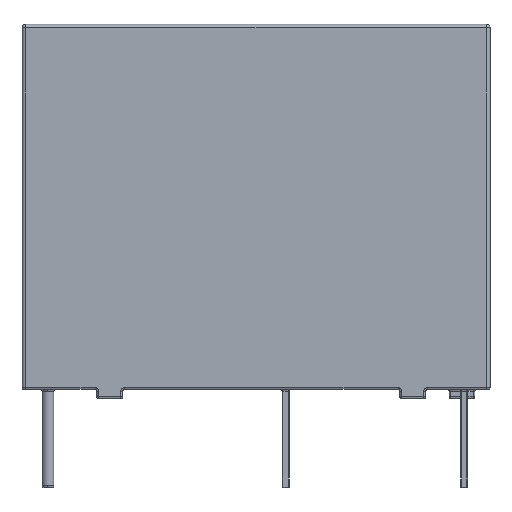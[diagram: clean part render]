
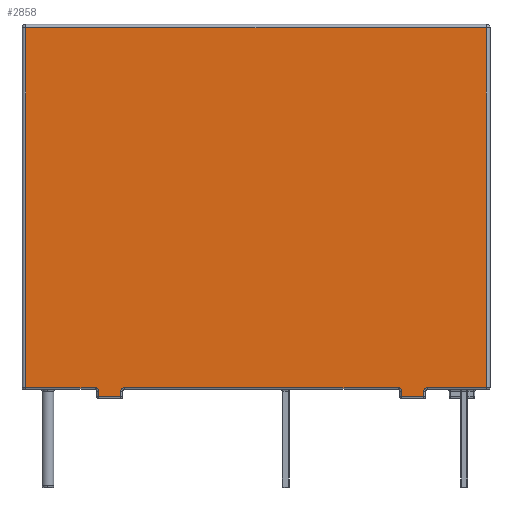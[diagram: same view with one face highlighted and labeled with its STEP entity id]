
A CAD part, front view. The second image highlights one B-rep face of the part: STEP entity #2858.
In plain terms, the highlighted planar face has unit normal (0, -1, 0).
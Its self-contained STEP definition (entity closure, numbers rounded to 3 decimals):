
#107 = DIRECTION ( 'NONE',  ( 0., 0., 1. ) ) ;
#152 = LINE ( 'NONE', #9149, #10341 ) ;
#365 = ORIENTED_EDGE ( 'NONE', *, *, #2755, .T. ) ;
#386 = CARTESIAN_POINT ( 'NONE',  ( -5.775, -5., 0.4 ) ) ;
#404 = CARTESIAN_POINT ( 'NONE',  ( 7.325, -5., 0.475 ) ) ;
#416 = CARTESIAN_POINT ( 'NONE',  ( 9.85, -5., 15.85 ) ) ;
#424 = AXIS2_PLACEMENT_3D ( 'NONE', #1160, #11021, #107 ) ;
#546 = EDGE_CURVE ( 'NONE', #6132, #9653, #5287, .T. ) ;
#602 = LINE ( 'NONE', #3180, #2449 ) ;
#636 = EDGE_CURVE ( 'NONE', #1993, #4826, #11372, .T. ) ;
#697 = DIRECTION ( 'NONE',  ( 0., 0., -1. ) ) ;
#730 = DIRECTION ( 'NONE',  ( 0., 0., 1. ) ) ;
#959 = VECTOR ( 'NONE', #8737, 1000. ) ;
#970 = VECTOR ( 'NONE', #6191, 1000. ) ;
#1071 = EDGE_CURVE ( 'NONE', #4368, #2524, #5296, .T. ) ;
#1160 = CARTESIAN_POINT ( 'NONE',  ( 6.075, -5., 0.325 ) ) ;
#1376 = CARTESIAN_POINT ( 'NONE',  ( -5.775, -5., 0.075 ) ) ;
#1587 = VERTEX_POINT ( 'NONE', #4778 ) ;
#1701 = CARTESIAN_POINT ( 'NONE',  ( 7.25, -5., 0.075 ) ) ;
#1892 = CARTESIAN_POINT ( 'NONE',  ( -9.85, -5., 15.85 ) ) ;
#1899 = ORIENTED_EDGE ( 'NONE', *, *, #5280, .F. ) ;
#1915 = CARTESIAN_POINT ( 'NONE',  ( -5.625, -5., 0.325 ) ) ;
#1993 = VERTEX_POINT ( 'NONE', #416 ) ;
#2327 = CARTESIAN_POINT ( 'NONE',  ( 6.225, -5., 0.325 ) ) ;
#2336 = CARTESIAN_POINT ( 'NONE',  ( -10., -5., 15.85 ) ) ;
#2345 = EDGE_CURVE ( 'NONE', #1587, #2558, #7217, .T. ) ;
#2449 = VECTOR ( 'NONE', #6836, 1000. ) ;
#2524 = VERTEX_POINT ( 'NONE', #5351 ) ;
#2558 = VERTEX_POINT ( 'NONE', #9619 ) ;
#2691 = VECTOR ( 'NONE', #697, 1000. ) ;
#2744 = ORIENTED_EDGE ( 'NONE', *, *, #8430, .T. ) ;
#2755 = EDGE_CURVE ( 'NONE', #11362, #9103, #2816, .T. ) ;
#2816 = LINE ( 'NONE', #8154, #6463 ) ;
#2818 = EDGE_CURVE ( 'NONE', #7538, #2524, #5676, .T. ) ;
#2852 = VECTOR ( 'NONE', #7978, 1000. ) ;
#2858 = ADVANCED_FACE ( 'NONE', ( #5906 ), #7552, .F. ) ;
#3007 = VECTOR ( 'NONE', #3078, 1000. ) ;
#3078 = DIRECTION ( 'NONE',  ( 0., 0., -1. ) ) ;
#3098 = DIRECTION ( 'NONE',  ( -1., 0., 0. ) ) ;
#3152 = ORIENTED_EDGE ( 'NONE', *, *, #8371, .T. ) ;
#3180 = CARTESIAN_POINT ( 'NONE',  ( 9.85, -5., 16. ) ) ;
#3376 = VECTOR ( 'NONE', #4624, 1000. ) ;
#3646 = AXIS2_PLACEMENT_3D ( 'NONE', #6675, #6615, #10243 ) ;
#3706 = ORIENTED_EDGE ( 'NONE', *, *, #4048, .T. ) ;
#3822 = EDGE_CURVE ( 'NONE', #6132, #1587, #7233, .T. ) ;
#3867 = CARTESIAN_POINT ( 'NONE',  ( 7.175, -5., 0.4 ) ) ;
#4048 = EDGE_CURVE ( 'NONE', #6347, #1993, #602, .T. ) ;
#4103 = ORIENTED_EDGE ( 'NONE', *, *, #1071, .F. ) ;
#4368 = VERTEX_POINT ( 'NONE', #7836 ) ;
#4518 = VECTOR ( 'NONE', #3098, 1000. ) ;
#4572 = LINE ( 'NONE', #3867, #3376 ) ;
#4624 = DIRECTION ( 'NONE',  ( 0., 0., 1. ) ) ;
#4778 = CARTESIAN_POINT ( 'NONE',  ( 6.225, -5., 0.075 ) ) ;
#4791 = CARTESIAN_POINT ( 'NONE',  ( 7.175, -5., 0.325 ) ) ;
#4826 = VERTEX_POINT ( 'NONE', #1892 ) ;
#5280 = EDGE_CURVE ( 'NONE', #9170, #11186, #7146, .T. ) ;
#5287 = CIRCLE ( 'NONE', #424, 0.15 ) ;
#5296 = CIRCLE ( 'NONE', #6990, 0.15 ) ;
#5303 = VERTEX_POINT ( 'NONE', #10482 ) ;
#5351 = CARTESIAN_POINT ( 'NONE',  ( -5.775, -5., 0.325 ) ) ;
#5399 = EDGE_CURVE ( 'NONE', #4368, #9653, #6309, .T. ) ;
#5531 = VECTOR ( 'NONE', #7665, 1000. ) ;
#5548 = DIRECTION ( 'NONE',  ( 1., 0., 0. ) ) ;
#5676 = LINE ( 'NONE', #386, #5531 ) ;
#5868 = DIRECTION ( 'NONE',  ( 0., -1., 0. ) ) ;
#5906 = FACE_OUTER_BOUND ( 'NONE', #9798, .T. ) ;
#5967 = DIRECTION ( 'NONE',  ( 0., 0., 1. ) ) ;
#6064 = EDGE_CURVE ( 'NONE', #9103, #7538, #152, .T. ) ;
#6132 = VERTEX_POINT ( 'NONE', #2327 ) ;
#6143 = LINE ( 'NONE', #11391, #2691 ) ;
#6152 = DIRECTION ( 'NONE',  ( 0., 0., -1. ) ) ;
#6191 = DIRECTION ( 'NONE',  ( 1., 0., 0. ) ) ;
#6309 = LINE ( 'NONE', #11617, #970 ) ;
#6347 = VERTEX_POINT ( 'NONE', #6561 ) ;
#6463 = VECTOR ( 'NONE', #6152, 1000. ) ;
#6561 = CARTESIAN_POINT ( 'NONE',  ( 9.85, -5., 0.475 ) ) ;
#6615 = DIRECTION ( 'NONE',  ( 0., 1., 0. ) ) ;
#6675 = CARTESIAN_POINT ( 'NONE',  ( -10., -5., 16. ) ) ;
#6715 = ORIENTED_EDGE ( 'NONE', *, *, #9203, .F. ) ;
#6744 = ORIENTED_EDGE ( 'NONE', *, *, #546, .F. ) ;
#6836 = DIRECTION ( 'NONE',  ( 0., 0., 1. ) ) ;
#6878 = ORIENTED_EDGE ( 'NONE', *, *, #2345, .T. ) ;
#6990 = AXIS2_PLACEMENT_3D ( 'NONE', #1915, #8753, #730 ) ;
#7146 = CIRCLE ( 'NONE', #11282, 0.15 ) ;
#7217 = LINE ( 'NONE', #1701, #9618 ) ;
#7233 = LINE ( 'NONE', #7520, #3007 ) ;
#7247 = CARTESIAN_POINT ( 'NONE',  ( -6.725, -5., 0.325 ) ) ;
#7520 = CARTESIAN_POINT ( 'NONE',  ( 6.225, -5., 0. ) ) ;
#7538 = VERTEX_POINT ( 'NONE', #1376 ) ;
#7552 = PLANE ( 'NONE',  #3646 ) ;
#7650 = LINE ( 'NONE', #8573, #959 ) ;
#7665 = DIRECTION ( 'NONE',  ( 0., 0., 1. ) ) ;
#7681 = CARTESIAN_POINT ( 'NONE',  ( -6.875, -5., 0.325 ) ) ;
#7749 = EDGE_CURVE ( 'NONE', #2558, #11186, #4572, .T. ) ;
#7836 = CARTESIAN_POINT ( 'NONE',  ( -5.625, -5., 0.475 ) ) ;
#7978 = DIRECTION ( 'NONE',  ( 1., 0., 0. ) ) ;
#8035 = CARTESIAN_POINT ( 'NONE',  ( -10., -5., 0.475 ) ) ;
#8154 = CARTESIAN_POINT ( 'NONE',  ( -6.725, -5., 0. ) ) ;
#8371 = EDGE_CURVE ( 'NONE', #5303, #10416, #7650, .T. ) ;
#8430 = EDGE_CURVE ( 'NONE', #9170, #6347, #10684, .T. ) ;
#8481 = ORIENTED_EDGE ( 'NONE', *, *, #7749, .T. ) ;
#8573 = CARTESIAN_POINT ( 'NONE',  ( -10., -5., 0.475 ) ) ;
#8610 = DIRECTION ( 'NONE',  ( 0., 0., 1. ) ) ;
#8737 = DIRECTION ( 'NONE',  ( 1., 0., 0. ) ) ;
#8753 = DIRECTION ( 'NONE',  ( 0., -1., 0. ) ) ;
#9015 = AXIS2_PLACEMENT_3D ( 'NONE', #7681, #5868, #8610 ) ;
#9103 = VERTEX_POINT ( 'NONE', #9421 ) ;
#9149 = CARTESIAN_POINT ( 'NONE',  ( -5.7, -5., 0.075 ) ) ;
#9156 = ORIENTED_EDGE ( 'NONE', *, *, #2818, .T. ) ;
#9170 = VERTEX_POINT ( 'NONE', #404 ) ;
#9203 = EDGE_CURVE ( 'NONE', #11362, #10416, #11302, .T. ) ;
#9311 = ORIENTED_EDGE ( 'NONE', *, *, #9898, .T. ) ;
#9331 = CARTESIAN_POINT ( 'NONE',  ( -6.875, -5., 0.475 ) ) ;
#9421 = CARTESIAN_POINT ( 'NONE',  ( -6.725, -5., 0.075 ) ) ;
#9618 = VECTOR ( 'NONE', #10794, 1000. ) ;
#9619 = CARTESIAN_POINT ( 'NONE',  ( 7.175, -5., 0.075 ) ) ;
#9653 = VERTEX_POINT ( 'NONE', #10566 ) ;
#9798 = EDGE_LOOP ( 'NONE', ( #1899, #2744, #3706, #9829, #9311, #3152, #6715, #365, #10983, #9156, #4103, #10306, #6744, #9999, #6878, #8481 ) ) ;
#9829 = ORIENTED_EDGE ( 'NONE', *, *, #636, .T. ) ;
#9898 = EDGE_CURVE ( 'NONE', #4826, #5303, #6143, .T. ) ;
#9999 = ORIENTED_EDGE ( 'NONE', *, *, #3822, .T. ) ;
#10243 = DIRECTION ( 'NONE',  ( 0., 0., 1. ) ) ;
#10306 = ORIENTED_EDGE ( 'NONE', *, *, #5399, .T. ) ;
#10341 = VECTOR ( 'NONE', #5548, 1000. ) ;
#10416 = VERTEX_POINT ( 'NONE', #9331 ) ;
#10482 = CARTESIAN_POINT ( 'NONE',  ( -9.85, -5., 0.475 ) ) ;
#10566 = CARTESIAN_POINT ( 'NONE',  ( 6.075, -5., 0.475 ) ) ;
#10684 = LINE ( 'NONE', #8035, #2852 ) ;
#10794 = DIRECTION ( 'NONE',  ( 1., 0., 0. ) ) ;
#10983 = ORIENTED_EDGE ( 'NONE', *, *, #6064, .T. ) ;
#11021 = DIRECTION ( 'NONE',  ( 0., -1., 0. ) ) ;
#11186 = VERTEX_POINT ( 'NONE', #4791 ) ;
#11208 = CARTESIAN_POINT ( 'NONE',  ( 7.325, -5., 0.325 ) ) ;
#11282 = AXIS2_PLACEMENT_3D ( 'NONE', #11208, #11384, #5967 ) ;
#11302 = CIRCLE ( 'NONE', #9015, 0.15 ) ;
#11362 = VERTEX_POINT ( 'NONE', #7247 ) ;
#11372 = LINE ( 'NONE', #2336, #4518 ) ;
#11384 = DIRECTION ( 'NONE',  ( 0., -1., 0. ) ) ;
#11391 = CARTESIAN_POINT ( 'NONE',  ( -9.85, -5., 16. ) ) ;
#11617 = CARTESIAN_POINT ( 'NONE',  ( -10., -5., 0.475 ) ) ;
